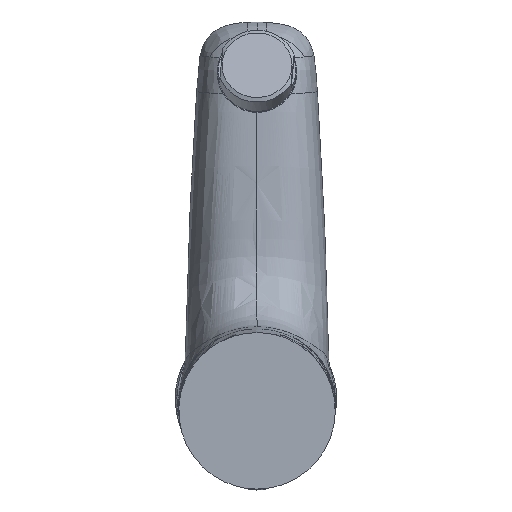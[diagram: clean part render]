
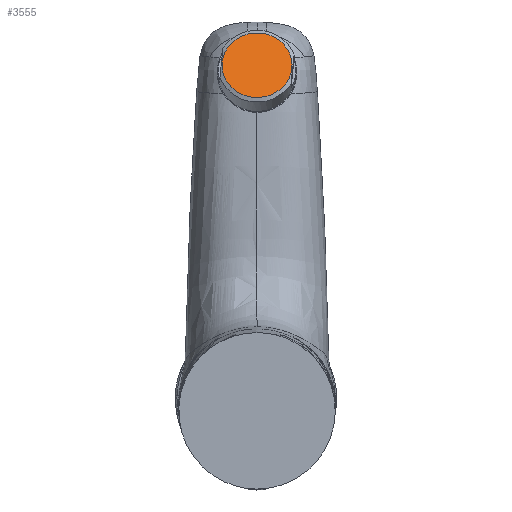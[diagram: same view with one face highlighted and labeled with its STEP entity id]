
A CAD part, front view. The second image highlights one B-rep face of the part: STEP entity #3555.
In plain terms, the highlighted planar face has unit normal (0, -0.92, 0.391).
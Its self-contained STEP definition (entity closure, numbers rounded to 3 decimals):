
#290 = AXIS2_PLACEMENT_3D ( 'NONE', #16203, #16138, #14593 ) ;
#362 = EDGE_LOOP ( 'NONE', ( #9912 ) ) ;
#1461 = DIRECTION ( 'NONE',  ( 0.098, 0.389, 0.916 ) ) ;
#3187 = PLANE ( 'NONE',  #290 ) ;
#3555 = ADVANCED_FACE ( 'NONE', ( #10827 ), #3187, .T. ) ;
#3877 = CIRCLE ( 'NONE', #17113, 10.8 ) ;
#6925 = EDGE_CURVE ( 'NONE', #15844, #15844, #3877, .T. ) ;
#9912 = ORIENTED_EDGE ( 'NONE', *, *, #6925, .F. ) ;
#10827 = FACE_OUTER_BOUND ( 'NONE', #362, .T. ) ;
#10964 = DIRECTION ( 'NONE',  ( 0., 0.921, -0.391 ) ) ;
#14593 = DIRECTION ( 'NONE',  ( -0.098, -0.389, -0.916 ) ) ;
#15844 = VERTEX_POINT ( 'NONE', #16710 ) ;
#16138 = DIRECTION ( 'NONE',  ( 0., -0.921, 0.391 ) ) ;
#16203 = CARTESIAN_POINT ( 'NONE',  ( 10.748, 73.185, 105.458 ) ) ;
#16710 = CARTESIAN_POINT ( 'NONE',  ( 1.059, 77.799, 116.326 ) ) ;
#17113 = AXIS2_PLACEMENT_3D ( 'NONE', #20093, #10964, #1461 ) ;
#20093 = CARTESIAN_POINT ( 'NONE',  ( 0., 73.599, 106.432 ) ) ;
